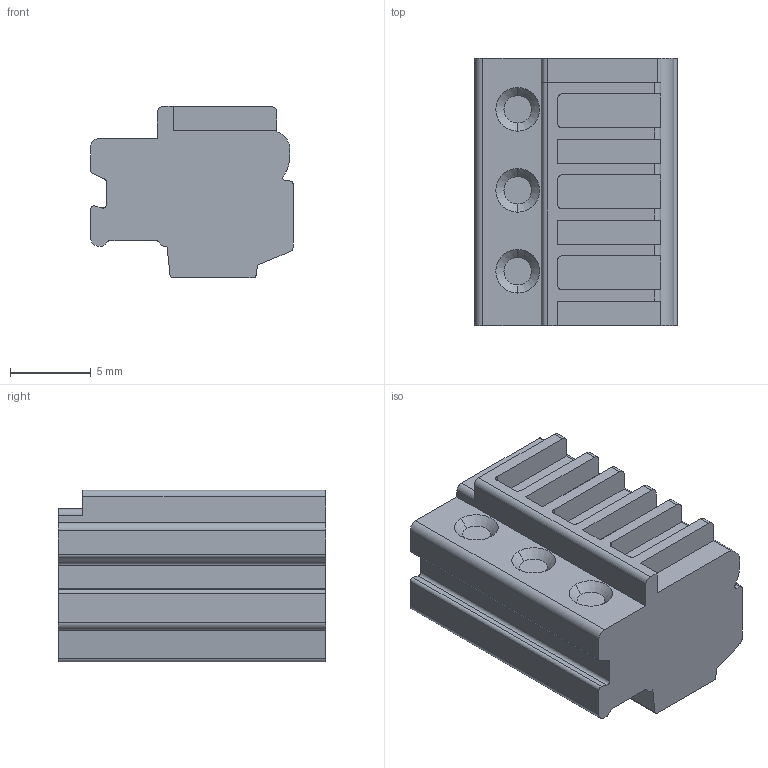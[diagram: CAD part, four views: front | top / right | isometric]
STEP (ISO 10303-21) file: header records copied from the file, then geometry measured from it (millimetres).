
FILE_DESCRIPTION((''),'2;1');
FILE_NAME('ASFD','2024-10-16T10:58:15',('tluser'),(''),'CREO PARAMETRIC BY PTC INC, 2018100','CREO PARAMETRIC BY PTC INC, 2018100','');
FILE_SCHEMA(('CONFIG_CONTROL_DESIGN'));
Length unit declared in the file: millimetre
Products named in the file (1): ASFD
Bounding box: 12.5 x 16.5 x 10.6 mm (x, y, z)
Volume: 1599.6 mm3; surface area: 1108.9 mm2
Topology: 1 solids, 1 shells, 153 faces, 417 edges, 278 vertices
Faces by surface type: plane 88, cylinder 53, cone 12
Entity records: 4959 total; most frequent: CARTESIAN_POINT 950, ORIENTED_EDGE 834, DIRECTION 829, EDGE_CURVE 417, VERTEX_POINT 278, AXIS2_PLACEMENT_3D 277, VECTOR 275, LINE 275
